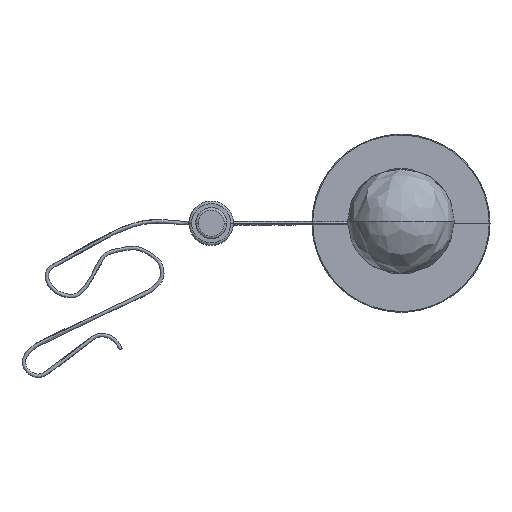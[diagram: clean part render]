
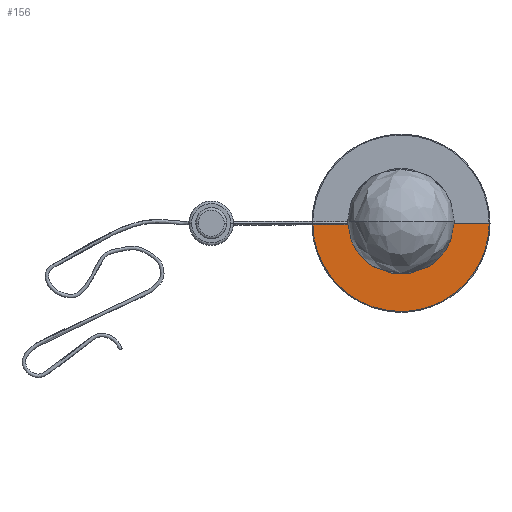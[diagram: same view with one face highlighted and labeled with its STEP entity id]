
A CAD part, top view. The second image highlights one B-rep face of the part: STEP entity #156.
In plain terms, the highlighted free-form (B-spline) face has degree [2, 1] with [5, 2] control points.
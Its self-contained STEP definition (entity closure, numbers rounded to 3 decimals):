
#45=B_SPLINE_CURVE_WITH_KNOTS('',1,(#4881,#4882),.UNSPECIFIED.,.F.,.F.,
(2,2),(129.778,206.278),.UNSPECIFIED.);
#52=B_SPLINE_CURVE_WITH_KNOTS('',1,(#4945,#4946),.UNSPECIFIED.,.F.,.F.,
(2,2),(211.278,228.778),.UNSPECIFIED.);
#60=B_SPLINE_CURVE_WITH_KNOTS('',1,(#4991,#4992),.UNSPECIFIED.,.F.,.F.,
(2,2),(129.778,228.778),.UNSPECIFIED.);
#156=ADVANCED_FACE('',(#222),#902,.T.);
#222=FACE_OUTER_BOUND('',#288,.T.);
#288=EDGE_LOOP('',(#526,#527,#528,#529,#530));
#526=ORIENTED_EDGE('',*,*,#659,.T.);
#527=ORIENTED_EDGE('',*,*,#634,.T.);
#528=ORIENTED_EDGE('',*,*,#646,.F.);
#529=ORIENTED_EDGE('',*,*,#651,.T.);
#530=ORIENTED_EDGE('',*,*,#665,.F.);
#634=EDGE_CURVE('',#822,#829,#45,.T.);
#646=EDGE_CURVE('',#828,#829,#751,.T.);
#651=EDGE_CURVE('',#828,#821,#52,.T.);
#659=EDGE_CURVE('',#835,#822,#758,.T.);
#665=EDGE_CURVE('',#835,#821,#60,.T.);
#751=(
BOUNDED_CURVE()
B_SPLINE_CURVE(2,(#4923,#4924,#4925,#4926,#4927),.UNSPECIFIED.,.F.,.F.)
B_SPLINE_CURVE_WITH_KNOTS((3,2,3),(-31.416,-15.708,
0.),.UNSPECIFIED.)
CURVE()
GEOMETRIC_REPRESENTATION_ITEM()
RATIONAL_B_SPLINE_CURVE((1.,0.707,1.,0.707,1.))
REPRESENTATION_ITEM('')
);
#758=(
BOUNDED_CURVE()
B_SPLINE_CURVE(2,(#4970,#4971,#4972,#4973,#4974),.UNSPECIFIED.,.F.,.F.)
B_SPLINE_CURVE_WITH_KNOTS((3,2,3),(314.159,471.239,628.319),
 .UNSPECIFIED.)
CURVE()
GEOMETRIC_REPRESENTATION_ITEM()
RATIONAL_B_SPLINE_CURVE((1.,0.707,1.,0.707,1.))
REPRESENTATION_ITEM('')
);
#821=VERTEX_POINT('',#4862);
#822=VERTEX_POINT('',#4863);
#828=VERTEX_POINT('',#4869);
#829=VERTEX_POINT('',#4870);
#835=VERTEX_POINT('',#4876);
#902=(
BOUNDED_SURFACE()
B_SPLINE_SURFACE(2,1,((#4841,#4842),(#4843,#4844),(#4845,#4846),(#4847,
#4848),(#4849,#4850)),.UNSPECIFIED.,.F.,.F.,.F.)
B_SPLINE_SURFACE_WITH_KNOTS((3,2,3),(2,2),(314.159,471.239,
628.319),(129.778,228.778),.UNSPECIFIED.)
GEOMETRIC_REPRESENTATION_ITEM()
RATIONAL_B_SPLINE_SURFACE(((1.,1.),(0.707,0.707),
(1.,1.),(0.707,0.707),(1.,1.)))
REPRESENTATION_ITEM('')
SURFACE()
);
#4841=CARTESIAN_POINT('',(7.377,108.,20.));
#4842=CARTESIAN_POINT('',(106.377,108.,20.));
#4843=CARTESIAN_POINT('',(7.377,9.,20.));
#4844=CARTESIAN_POINT('',(106.377,108.,20.));
#4845=CARTESIAN_POINT('',(106.377,9.,20.));
#4846=CARTESIAN_POINT('',(106.377,108.,20.));
#4847=CARTESIAN_POINT('',(205.377,9.,20.));
#4848=CARTESIAN_POINT('',(106.377,108.,20.));
#4849=CARTESIAN_POINT('',(205.377,108.,20.));
#4850=CARTESIAN_POINT('',(106.377,108.,20.));
#4862=CARTESIAN_POINT('',(106.377,108.,20.));
#4863=CARTESIAN_POINT('',(205.377,108.,20.));
#4869=CARTESIAN_POINT('',(123.877,108.,20.));
#4870=CARTESIAN_POINT('',(128.877,108.,20.));
#4876=CARTESIAN_POINT('',(7.377,108.,20.));
#4881=CARTESIAN_POINT('',(205.377,108.,20.));
#4882=CARTESIAN_POINT('',(128.877,108.,20.));
#4923=CARTESIAN_POINT('',(123.877,108.,20.));
#4924=CARTESIAN_POINT('',(123.877,105.5,20.));
#4925=CARTESIAN_POINT('',(126.377,105.5,20.));
#4926=CARTESIAN_POINT('',(128.877,105.5,20.));
#4927=CARTESIAN_POINT('',(128.877,108.,20.));
#4945=CARTESIAN_POINT('',(123.877,108.,20.));
#4946=CARTESIAN_POINT('',(106.377,108.,20.));
#4970=CARTESIAN_POINT('',(7.377,108.,20.));
#4971=CARTESIAN_POINT('',(7.377,9.,20.));
#4972=CARTESIAN_POINT('',(106.377,9.,20.));
#4973=CARTESIAN_POINT('',(205.377,9.,20.));
#4974=CARTESIAN_POINT('',(205.377,108.,20.));
#4991=CARTESIAN_POINT('',(7.377,108.,20.));
#4992=CARTESIAN_POINT('',(106.377,108.,20.));
